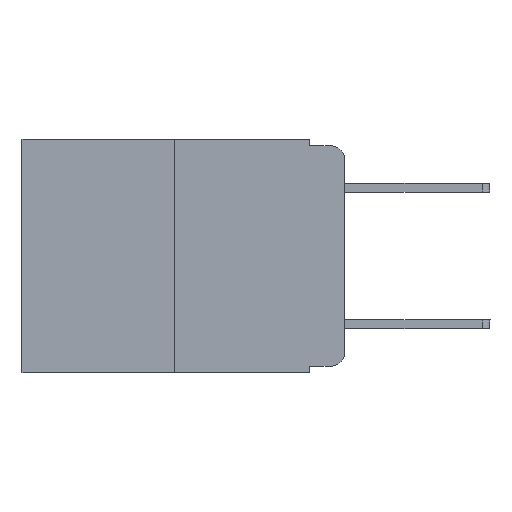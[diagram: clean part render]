
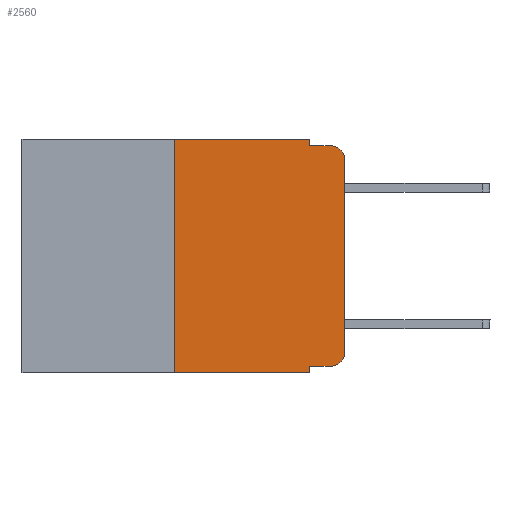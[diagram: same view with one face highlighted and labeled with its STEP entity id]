
A CAD part, left-side view. The second image highlights one B-rep face of the part: STEP entity #2560.
In plain terms, the highlighted planar face has unit normal (-1, 0, 0).
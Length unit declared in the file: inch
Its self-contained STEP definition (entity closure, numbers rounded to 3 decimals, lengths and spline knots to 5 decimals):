
#80 = EDGE_CURVE ( 'NONE', #14441, #21830, #24925, .T. ) ;
#548 = CARTESIAN_POINT ( 'NONE',  ( 0., 0.051, 0. ) ) ;
#614 = CARTESIAN_POINT ( 'NONE',  ( 0., 0.051, -0.01 ) ) ;
#636 = ORIENTED_EDGE ( 'NONE', *, *, #4131, .F. ) ;
#651 = ORIENTED_EDGE ( 'NONE', *, *, #80, .T. ) ;
#1068 = LINE ( 'NONE', #19204, #21477 ) ;
#1259 = ORIENTED_EDGE ( 'NONE', *, *, #19372, .T. ) ;
#1348 = DIRECTION ( 'NONE',  ( 0., 0., 1. ) ) ;
#1416 = LINE ( 'NONE', #9748, #16457 ) ;
#1556 = CARTESIAN_POINT ( 'NONE',  ( 0., 0.02, -0.03 ) ) ;
#1563 = CARTESIAN_POINT ( 'NONE',  ( 0., 0.051, -0.343 ) ) ;
#2131 = VERTEX_POINT ( 'NONE', #16755 ) ;
#2406 = LINE ( 'NONE', #14474, #22785 ) ;
#2469 = ORIENTED_EDGE ( 'NONE', *, *, #20505, .T. ) ;
#2560 = ADVANCED_FACE ( 'NONE', ( #7956 ), #17325, .F. ) ;
#3001 = CARTESIAN_POINT ( 'NONE',  ( 0., 0.02, -0.333 ) ) ;
#3145 = VECTOR ( 'NONE', #1348, 39.37008 ) ;
#3806 = EDGE_LOOP ( 'NONE', ( #2469, #6306, #7978, #11058, #22149, #3971, #651, #636, #1259, #15418 ) ) ;
#3971 = ORIENTED_EDGE ( 'NONE', *, *, #14492, .F. ) ;
#4131 = EDGE_CURVE ( 'NONE', #2131, #21830, #25426, .T. ) ;
#4304 = DIRECTION ( 'NONE',  ( 0., -1., 0. ) ) ;
#4435 = DIRECTION ( 'NONE',  ( 0., 0., -1. ) ) ;
#4478 = VERTEX_POINT ( 'NONE', #548 ) ;
#4746 = VERTEX_POINT ( 'NONE', #614 ) ;
#4912 = CARTESIAN_POINT ( 'NONE',  ( 0., 0.051, 0. ) ) ;
#5105 = VECTOR ( 'NONE', #4304, 39.37008 ) ;
#5447 = DIRECTION ( 'NONE',  ( -1., 0., 0. ) ) ;
#5885 = EDGE_CURVE ( 'NONE', #11215, #13080, #19539, .T. ) ;
#6306 = ORIENTED_EDGE ( 'NONE', *, *, #9292, .T. ) ;
#6409 = VERTEX_POINT ( 'NONE', #23589 ) ;
#6514 = CARTESIAN_POINT ( 'NONE',  ( 0., 0., -0.03 ) ) ;
#7132 = CARTESIAN_POINT ( 'NONE',  ( 0., 0.25, 0. ) ) ;
#7165 = LINE ( 'NONE', #9387, #3145 ) ;
#7196 = DIRECTION ( 'NONE',  ( 1., 0., 0. ) ) ;
#7437 = DIRECTION ( 'NONE',  ( 0., 0., -1. ) ) ;
#7956 = FACE_OUTER_BOUND ( 'NONE', #3806, .T. ) ;
#7978 = ORIENTED_EDGE ( 'NONE', *, *, #19032, .F. ) ;
#8422 = CARTESIAN_POINT ( 'NONE',  ( 0., 0., -0.313 ) ) ;
#9162 = CARTESIAN_POINT ( 'NONE',  ( 0., 0.02, -0.313 ) ) ;
#9267 = DIRECTION ( 'NONE',  ( 0., 0., -1. ) ) ;
#9292 = EDGE_CURVE ( 'NONE', #15464, #6409, #23968, .T. ) ;
#9387 = CARTESIAN_POINT ( 'NONE',  ( 0., 0.25, 0. ) ) ;
#9748 = CARTESIAN_POINT ( 'NONE',  ( 0., 0.473, 0. ) ) ;
#10044 = LINE ( 'NONE', #17573, #5105 ) ;
#10085 = AXIS2_PLACEMENT_3D ( 'NONE', #15163, #7196, #9267 ) ;
#11058 = ORIENTED_EDGE ( 'NONE', *, *, #13132, .F. ) ;
#11215 = VERTEX_POINT ( 'NONE', #3001 ) ;
#11305 = AXIS2_PLACEMENT_3D ( 'NONE', #1556, #15699, #4435 ) ;
#11450 = DIRECTION ( 'NONE',  ( 0., -1., 0. ) ) ;
#13080 = VERTEX_POINT ( 'NONE', #8422 ) ;
#13132 = EDGE_CURVE ( 'NONE', #4478, #4746, #15531, .T. ) ;
#14441 = VERTEX_POINT ( 'NONE', #22753 ) ;
#14474 = CARTESIAN_POINT ( 'NONE',  ( 0., 0., 0. ) ) ;
#14492 = EDGE_CURVE ( 'NONE', #14441, #24319, #7165, .T. ) ;
#15163 = CARTESIAN_POINT ( 'NONE',  ( 0., 0.473, 0. ) ) ;
#15418 = ORIENTED_EDGE ( 'NONE', *, *, #5885, .T. ) ;
#15464 = VERTEX_POINT ( 'NONE', #6514 ) ;
#15531 = LINE ( 'NONE', #24949, #16422 ) ;
#15699 = DIRECTION ( 'NONE',  ( -1., 0., 0. ) ) ;
#16422 = VECTOR ( 'NONE', #24620, 39.37008 ) ;
#16457 = VECTOR ( 'NONE', #23454, 39.37008 ) ;
#16755 = CARTESIAN_POINT ( 'NONE',  ( 0., 0.051, -0.333 ) ) ;
#17325 = PLANE ( 'NONE',  #10085 ) ;
#17516 = VECTOR ( 'NONE', #11450, 39.37008 ) ;
#17573 = CARTESIAN_POINT ( 'NONE',  ( 0., 0.051, -0.01 ) ) ;
#19032 = EDGE_CURVE ( 'NONE', #4746, #6409, #10044, .T. ) ;
#19204 = CARTESIAN_POINT ( 'NONE',  ( 0., 0.051, -0.333 ) ) ;
#19372 = EDGE_CURVE ( 'NONE', #2131, #11215, #1068, .T. ) ;
#19539 = CIRCLE ( 'NONE', #23352, 0.02 ) ;
#19551 = EDGE_CURVE ( 'NONE', #24319, #4478, #1416, .T. ) ;
#19562 = CARTESIAN_POINT ( 'NONE',  ( 0., 0.473, -0.343 ) ) ;
#20505 = EDGE_CURVE ( 'NONE', #13080, #15464, #2406, .T. ) ;
#20801 = DIRECTION ( 'NONE',  ( 0., 0., -1. ) ) ;
#21325 = DIRECTION ( 'NONE',  ( 0., -1., 0. ) ) ;
#21466 = VECTOR ( 'NONE', #20801, 39.37008 ) ;
#21477 = VECTOR ( 'NONE', #21325, 39.37008 ) ;
#21830 = VERTEX_POINT ( 'NONE', #1563 ) ;
#22149 = ORIENTED_EDGE ( 'NONE', *, *, #19551, .F. ) ;
#22753 = CARTESIAN_POINT ( 'NONE',  ( 0., 0.25, -0.343 ) ) ;
#22785 = VECTOR ( 'NONE', #24598, 39.37008 ) ;
#23352 = AXIS2_PLACEMENT_3D ( 'NONE', #9162, #5447, #7437 ) ;
#23454 = DIRECTION ( 'NONE',  ( 0., -1., 0. ) ) ;
#23589 = CARTESIAN_POINT ( 'NONE',  ( 0., 0.02, -0.01 ) ) ;
#23968 = CIRCLE ( 'NONE', #11305, 0.02 ) ;
#24319 = VERTEX_POINT ( 'NONE', #7132 ) ;
#24598 = DIRECTION ( 'NONE',  ( 0., 0., 1. ) ) ;
#24620 = DIRECTION ( 'NONE',  ( 0., 0., -1. ) ) ;
#24925 = LINE ( 'NONE', #19562, #17516 ) ;
#24949 = CARTESIAN_POINT ( 'NONE',  ( 0., 0.051, 0. ) ) ;
#25426 = LINE ( 'NONE', #4912, #21466 ) ;
